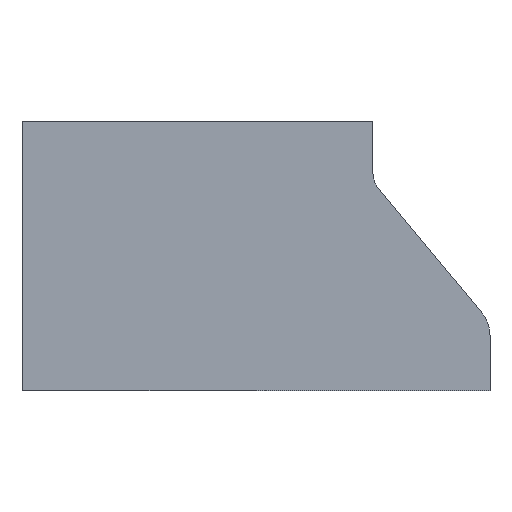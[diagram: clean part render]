
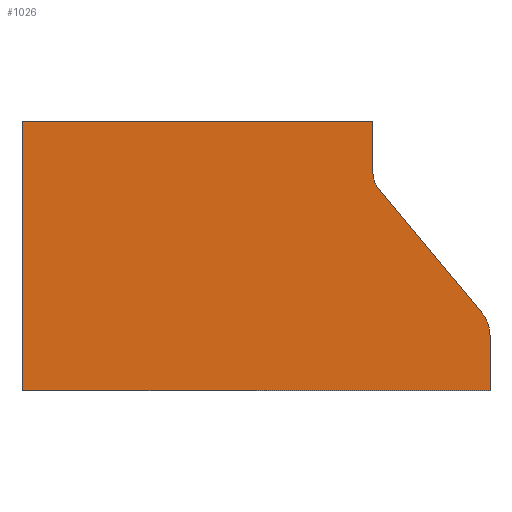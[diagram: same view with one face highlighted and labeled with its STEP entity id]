
A CAD part, front view. The second image highlights one B-rep face of the part: STEP entity #1026.
In plain terms, the highlighted planar face has unit normal (0, -1, 0).
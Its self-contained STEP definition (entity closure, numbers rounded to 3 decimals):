
#4 = CARTESIAN_POINT ( 'NONE',  ( 450., 0., 0. ) ) ;
#53 = DIRECTION ( 'NONE',  ( 0., 0., 1. ) ) ;
#105 = PLANE ( 'NONE',  #489 ) ;
#110 = CARTESIAN_POINT ( 'NONE',  ( -170., 0., -44.501 ) ) ;
#122 = DIRECTION ( 'NONE',  ( 0., 0., 1. ) ) ;
#138 = DIRECTION ( 'NONE',  ( 0., 1., 0. ) ) ;
#143 = CARTESIAN_POINT ( 'NONE',  ( 550., 0., -230. ) ) ;
#148 = CARTESIAN_POINT ( 'NONE',  ( 150., 0., 0. ) ) ;
#152 = CARTESIAN_POINT ( 'NONE',  ( 450., 0., 0. ) ) ;
#159 = CARTESIAN_POINT ( 'NONE',  ( 550., 0., -182.603 ) ) ;
#162 = CARTESIAN_POINT ( 'NONE',  ( 543.047, 0., -163.398 ) ) ;
#163 = CARTESIAN_POINT ( 'NONE',  ( 454.636, 0., -57.304 ) ) ;
#250 = LINE ( 'NONE', #4, #254 ) ;
#254 = VECTOR ( 'NONE', #53, 1000. ) ;
#301 = LINE ( 'NONE', #623, #303 ) ;
#303 = VECTOR ( 'NONE', #621, 1000. ) ;
#324 = LINE ( 'NONE', #616, #333 ) ;
#330 = LINE ( 'NONE', #617, #342 ) ;
#333 = VECTOR ( 'NONE', #595, 1000. ) ;
#342 = VECTOR ( 'NONE', #566, 1000. ) ;
#352 = LINE ( 'NONE', #685, #355 ) ;
#354 = CIRCLE ( 'NONE', #496, 20. ) ;
#355 = VECTOR ( 'NONE', #692, 1000. ) ;
#356 = LINE ( 'NONE', #555, #902 ) ;
#396 = EDGE_CURVE ( 'NONE', #806, #842, #250, .T. ) ;
#439 = EDGE_CURVE ( 'NONE', #832, #846, #301, .T. ) ;
#456 = EDGE_CURVE ( 'NONE', #855, #842, #324, .T. ) ;
#461 = EDGE_CURVE ( 'NONE', #832, #807, #330, .T. ) ;
#489 = AXIS2_PLACEMENT_3D ( 'NONE', #110, #138, #122 ) ;
#495 = AXIS2_PLACEMENT_3D ( 'NONE', #739, #741, #709 ) ;
#496 = AXIS2_PLACEMENT_3D ( 'NONE', #691, #687, #686 ) ;
#504 = EDGE_CURVE ( 'NONE', #807, #855, #352, .T. ) ;
#505 = EDGE_CURVE ( 'NONE', #813, #806, #354, .T. ) ;
#506 = EDGE_CURVE ( 'NONE', #847, #813, #356, .T. ) ;
#507 = EDGE_CURVE ( 'NONE', #846, #847, #904, .T. ) ;
#555 = CARTESIAN_POINT ( 'NONE',  ( 454.636, 0., -57.304 ) ) ;
#557 = DIRECTION ( 'NONE',  ( -0.64, 0., 0.768 ) ) ;
#566 = DIRECTION ( 'NONE',  ( -1., 0., 0. ) ) ;
#595 = DIRECTION ( 'NONE',  ( 1., 0., 0. ) ) ;
#616 = CARTESIAN_POINT ( 'NONE',  ( -150., 0., 0. ) ) ;
#617 = CARTESIAN_POINT ( 'NONE',  ( -250., 0., -230. ) ) ;
#621 = DIRECTION ( 'NONE',  ( 0., 0., 1. ) ) ;
#623 = CARTESIAN_POINT ( 'NONE',  ( 550., 0., -182.603 ) ) ;
#685 = CARTESIAN_POINT ( 'NONE',  ( 150., 0., 0. ) ) ;
#686 = DIRECTION ( 'NONE',  ( 0., 0., 1. ) ) ;
#687 = DIRECTION ( 'NONE',  ( 0., 1., 0. ) ) ;
#691 = CARTESIAN_POINT ( 'NONE',  ( 470., 0., -44.501 ) ) ;
#692 = DIRECTION ( 'NONE',  ( 0., 0., 1. ) ) ;
#709 = DIRECTION ( 'NONE',  ( 0., 0., 1. ) ) ;
#718 = CARTESIAN_POINT ( 'NONE',  ( 150., 0., -230. ) ) ;
#719 = CARTESIAN_POINT ( 'NONE',  ( 450., 0., -44.501 ) ) ;
#739 = CARTESIAN_POINT ( 'NONE',  ( 520., 0., -182.603 ) ) ;
#741 = DIRECTION ( 'NONE',  ( 0., -1., 0. ) ) ;
#757 = EDGE_LOOP ( 'NONE', ( #1114, #1120, #1119, #1115, #1118, #1116, #1117, #1112 ) ) ;
#806 = VERTEX_POINT ( 'NONE', #719 ) ;
#807 = VERTEX_POINT ( 'NONE', #718 ) ;
#813 = VERTEX_POINT ( 'NONE', #163 ) ;
#832 = VERTEX_POINT ( 'NONE', #143 ) ;
#842 = VERTEX_POINT ( 'NONE', #152 ) ;
#846 = VERTEX_POINT ( 'NONE', #159 ) ;
#847 = VERTEX_POINT ( 'NONE', #162 ) ;
#855 = VERTEX_POINT ( 'NONE', #148 ) ;
#902 = VECTOR ( 'NONE', #557, 1000. ) ;
#904 = CIRCLE ( 'NONE', #495, 30. ) ;
#940 = FACE_OUTER_BOUND ( 'NONE', #757, .T. ) ;
#1026 = ADVANCED_FACE ( 'NONE', ( #940 ), #105, .F. ) ;
#1112 = ORIENTED_EDGE ( 'NONE', *, *, #396, .T. ) ;
#1114 = ORIENTED_EDGE ( 'NONE', *, *, #456, .F. ) ;
#1115 = ORIENTED_EDGE ( 'NONE', *, *, #439, .T. ) ;
#1116 = ORIENTED_EDGE ( 'NONE', *, *, #506, .T. ) ;
#1117 = ORIENTED_EDGE ( 'NONE', *, *, #505, .T. ) ;
#1118 = ORIENTED_EDGE ( 'NONE', *, *, #507, .T. ) ;
#1119 = ORIENTED_EDGE ( 'NONE', *, *, #461, .F. ) ;
#1120 = ORIENTED_EDGE ( 'NONE', *, *, #504, .F. ) ;
